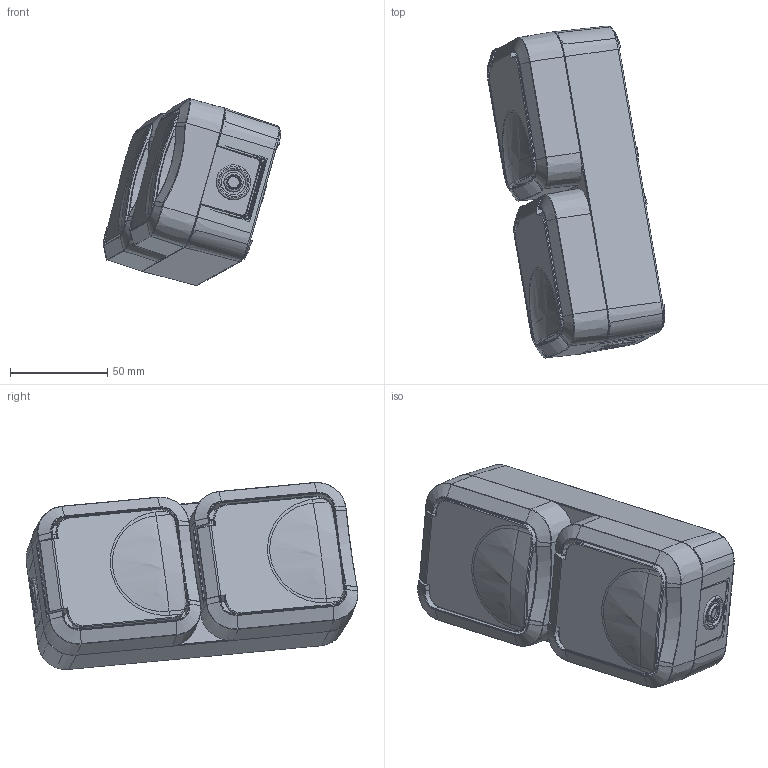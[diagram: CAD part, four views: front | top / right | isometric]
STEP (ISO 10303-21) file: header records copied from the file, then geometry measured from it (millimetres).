
FILE_DESCRIPTION (( 'STEP AP203' ), '1' );
FILE_NAME ('TORS Ðîçåòêà 2-àÿ ñ ç_ê êð. âåðò. 16À IP55 .STEP', '2025-01-31T12:16:29', ( '' ), ( '' ), 'SwSTEP 2.0', 'SolidWorks 2022', '' );
FILE_SCHEMA (( 'CONFIG_CONTROL_DESIGN' ));
Products named in the file (1): TORS Розетка 2-ая с з_к кр. верт. 16А IP55 
Bounding box: 91.09 x 170.3 x 95.97 mm (x, y, z)
Surface area: 190552.5 mm2 (no closed solid volume)
Topology: 0 solids, 16 shells, 3943 faces, 10787 edges, 6949 vertices
Faces by surface type: plane 2244, cylinder 917, cone 418, bspline 188, torus 124, sphere 52
Full cylindrical faces by diameter (mm): 15.8 x2
Entity records: 167309 total; most frequent: CARTESIAN_POINT 80249, ORIENTED_EDGE 21546, DIRECTION 12848, EDGE_CURVE 10781, VERTEX_POINT 6951, B_SPLINE_CURVE_WITH_KNOTS 6207, AXIS2_PLACEMENT_3D 4638, EDGE_LOOP 4115
